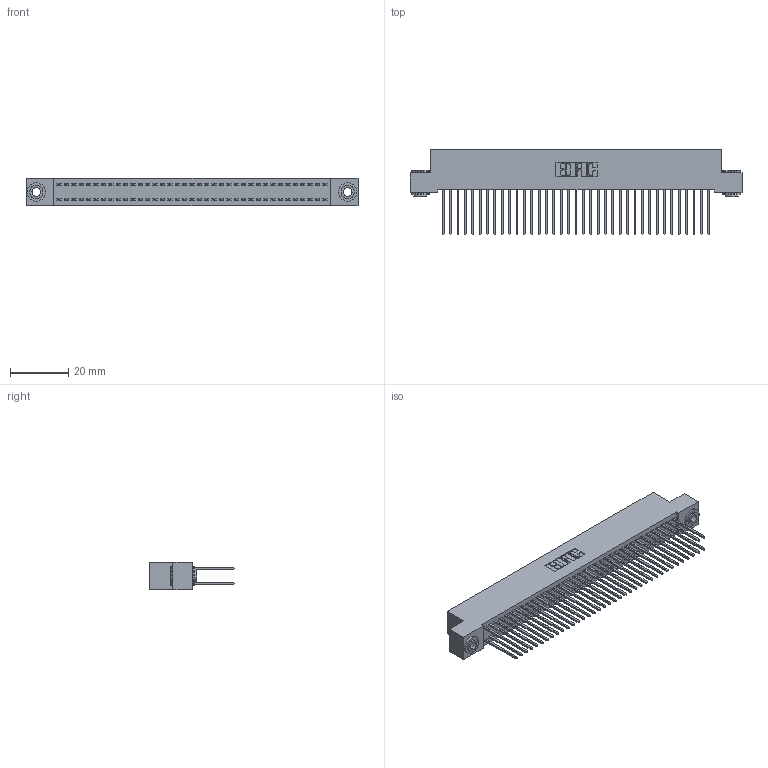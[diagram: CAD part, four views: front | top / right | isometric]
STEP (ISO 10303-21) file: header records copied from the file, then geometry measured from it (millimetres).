
FILE_DESCRIPTION (( 'STEP AP203' ), '1' );
FILE_NAME ('392-074-540-203.STEP', '2018-08-18T00:44:10', ( '' ), ( '' ), 'SwSTEP 2.0', 'SolidWorks 2016', '' );
FILE_SCHEMA (( 'CONFIG_CONTROL_DESIGN' ));
Length unit declared in the file: inch
Products named in the file (4): 345-292-001_345-293-140; 342-250-002_345-250-002-102; 392-074-540-203; 342 Part_.156 TH
Assembly tree (77 placements, depth 2):
  392-074-540-203
    342 Part_.156 TH
    345-292-001_345-293-140  x74
    342-250-002_345-250-002-102  x2
Bounding box: 114.3 x 29.47 x 9.4 mm (x, y, z)
Volume: 10549.5 mm3; surface area: 18510 mm2
Topology: 77 solids, 77 shells, 3996 faces, 11845 edges, 7794 vertices
Faces by surface type: plane 2740, cylinder 1248, cone 8
Entity records: 24986 total; most frequent: CARTESIAN_POINT 4121, ORIENTED_EDGE 4050, DIRECTION 3563, EDGE_CURVE 2025, LINE 1873, VECTOR 1873, VERTEX_POINT 1346, AXIS2_PLACEMENT_3D 845
